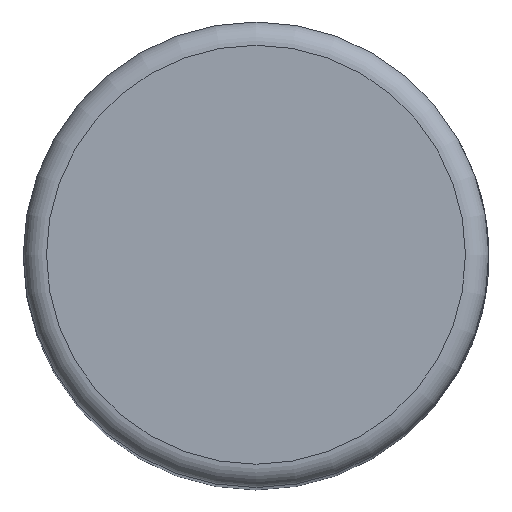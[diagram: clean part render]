
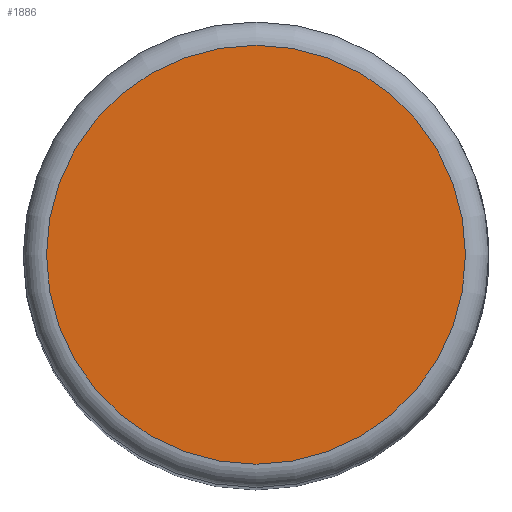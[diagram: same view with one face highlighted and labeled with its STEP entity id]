
A CAD part, top view. The second image highlights one B-rep face of the part: STEP entity #1886.
In plain terms, the highlighted planar face has unit normal (0, 0, 1).
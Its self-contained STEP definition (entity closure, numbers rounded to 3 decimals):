
#313=ORIENTED_EDGE('',*,*,#701,.T.);
#701=EDGE_CURVE('',#895,#895,#1028,.T.);
#895=VERTEX_POINT('',#2366);
#1028=CIRCLE('',#1974,0.9);
#1069=EDGE_LOOP('',(#313));
#1170=FACE_BOUND('',#1069,.T.);
#1271=PLANE('',#1973);
#1886=ADVANCED_FACE('',(#1170),#1271,.T.);
#1973=AXIS2_PLACEMENT_3D('',#2364,#2072,#2073);
#1974=AXIS2_PLACEMENT_3D('',#2365,#2074,#2075);
#2072=DIRECTION('',(0.,0.,1.));
#2073=DIRECTION('',(1.,0.,0.));
#2074=DIRECTION('',(0.,0.,1.));
#2075=DIRECTION('',(1.,0.,0.));
#2364=CARTESIAN_POINT('',(0.,0.,11.2));
#2365=CARTESIAN_POINT('',(0.,0.,11.2));
#2366=CARTESIAN_POINT('',(0.9,0.,11.2));
